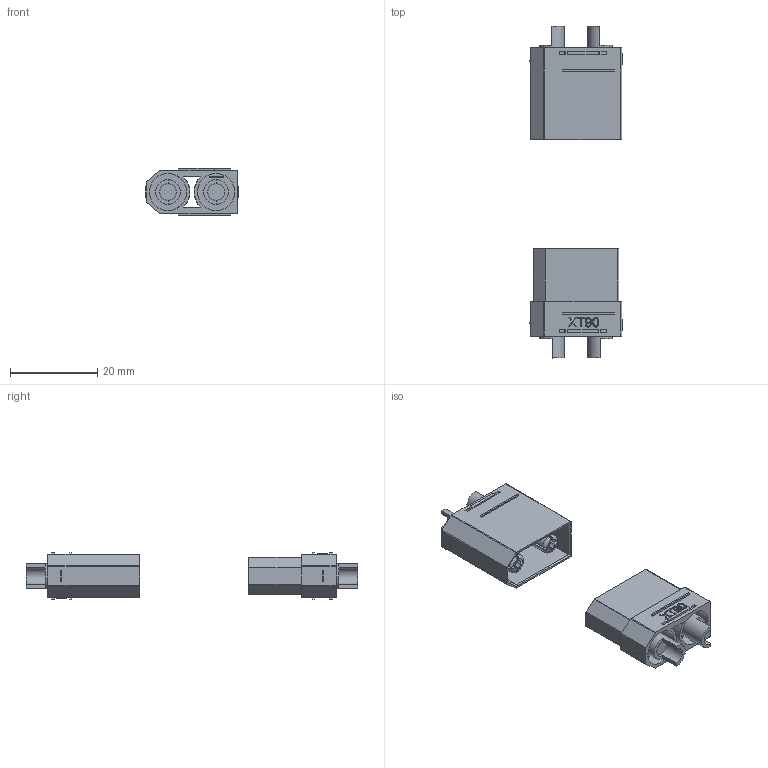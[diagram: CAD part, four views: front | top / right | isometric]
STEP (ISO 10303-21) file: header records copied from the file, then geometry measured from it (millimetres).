
FILE_DESCRIPTION(/* description */ (''),/* implementation_level */ '2;1');
FILE_NAME(/* name */ 'XT90 Connector v5.step',/* time_stamp */ '2019-08-02T07:49:06+01:00',/* author */ (''),/* organization */ (''),/* preprocessor_version */ 'ST-DEVELOPER v18',/* originating_system */ 'Autodesk Translation Framework v8.2.0.1029',/* authorisation */ '');
FILE_SCHEMA (('AUTOMOTIVE_DESIGN { 1 0 10303 214 3 1 1 }'));
Length unit declared in the file: millimetre
Products named in the file (3): XT90 Connector; XT90 Male; XT90 Female
Assembly tree (2 placements, depth 2):
  XT90 Connector
    XT90 Male
    XT90 Female
Bounding box: 21.42 x 76 x 10.8 mm (x, y, z)
Volume: 3846.2 mm3; surface area: 8374.2 mm2
Topology: 6 solids, 6 shells, 761 faces, 2082 edges, 1388 vertices
Faces by surface type: plane 367, bspline 332, cylinder 52, torus 10
Full cylindrical faces by diameter (mm): 3.87 x4, 4.5 x2, 4.87 x2, 5.67 x8, 7.1 x2, 8.5 x4
Entity records: 27331 total; most frequent: CARTESIAN_POINT 10024, ORIENTED_EDGE 4164, DIRECTION 2442, EDGE_CURVE 2082, VERTEX_POINT 1388, LINE 1230, VECTOR 1230, EDGE_LOOP 844
